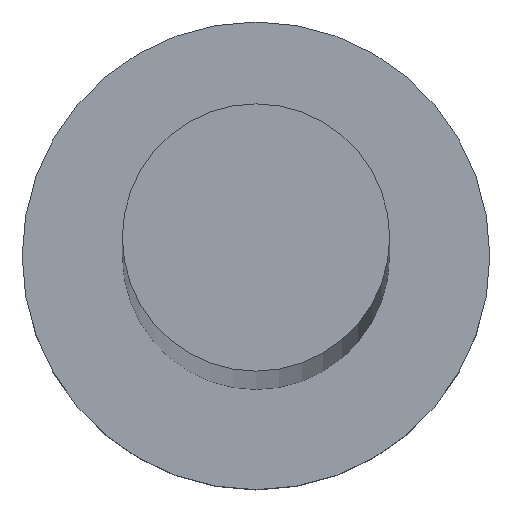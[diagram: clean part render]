
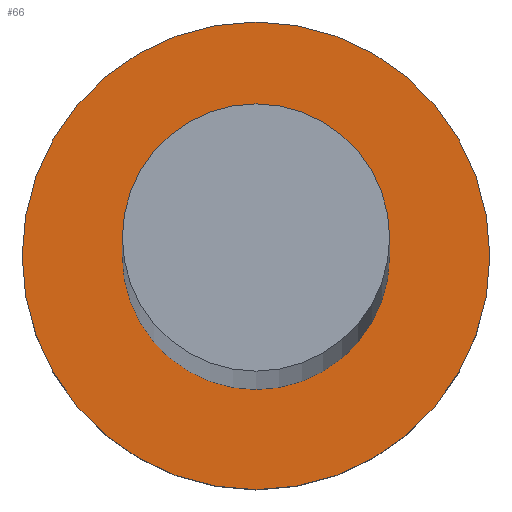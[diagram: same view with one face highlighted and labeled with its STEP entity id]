
A CAD part, top view. The second image highlights one B-rep face of the part: STEP entity #66.
In plain terms, the highlighted planar face has unit normal (0, 0, 1).
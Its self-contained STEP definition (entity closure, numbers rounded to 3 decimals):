
#3 = DIRECTION ( 'NONE',  ( 0., 0., 1. ) ) ;
#5 = VERTEX_POINT ( 'NONE', #34 ) ;
#9 = EDGE_LOOP ( 'NONE', ( #91, #42 ) ) ;
#13 = CARTESIAN_POINT ( 'NONE',  ( 0., 0., 5. ) ) ;
#16 = AXIS2_PLACEMENT_3D ( 'NONE', #231, #50, #156 ) ;
#17 = AXIS2_PLACEMENT_3D ( 'NONE', #13, #252, #150 ) ;
#23 = EDGE_CURVE ( 'NONE', #111, #71, #179, .T. ) ;
#24 = CIRCLE ( 'NONE', #17, 7. ) ;
#34 = CARTESIAN_POINT ( 'NONE',  ( 7., 0., 5. ) ) ;
#42 = ORIENTED_EDGE ( 'NONE', *, *, #72, .F. ) ;
#46 = FACE_BOUND ( 'NONE', #9, .T. ) ;
#48 = PLANE ( 'NONE',  #85 ) ;
#50 = DIRECTION ( 'NONE',  ( 0., 0., 1. ) ) ;
#51 = CARTESIAN_POINT ( 'NONE',  ( 4., 0., 5. ) ) ;
#66 = ADVANCED_FACE ( 'NONE', ( #46, #108 ), #48, .T. ) ;
#70 = CARTESIAN_POINT ( 'NONE',  ( 0., 0., 5. ) ) ;
#71 = VERTEX_POINT ( 'NONE', #51 ) ;
#72 = EDGE_CURVE ( 'NONE', #71, #111, #103, .T. ) ;
#84 = CIRCLE ( 'NONE', #182, 7. ) ;
#85 = AXIS2_PLACEMENT_3D ( 'NONE', #70, #190, #194 ) ;
#91 = ORIENTED_EDGE ( 'NONE', *, *, #23, .F. ) ;
#92 = DIRECTION ( 'NONE',  ( 1., 0., 0. ) ) ;
#103 = CIRCLE ( 'NONE', #128, 4. ) ;
#108 = FACE_OUTER_BOUND ( 'NONE', #225, .T. ) ;
#111 = VERTEX_POINT ( 'NONE', #229 ) ;
#112 = DIRECTION ( 'NONE',  ( 0., 0., 1. ) ) ;
#127 = EDGE_CURVE ( 'NONE', #5, #251, #24, .T. ) ;
#128 = AXIS2_PLACEMENT_3D ( 'NONE', #175, #3, #249 ) ;
#130 = ORIENTED_EDGE ( 'NONE', *, *, #167, .T. ) ;
#135 = ORIENTED_EDGE ( 'NONE', *, *, #127, .T. ) ;
#136 = CARTESIAN_POINT ( 'NONE',  ( 0., 0., 5. ) ) ;
#150 = DIRECTION ( 'NONE',  ( 1., 0., 0. ) ) ;
#156 = DIRECTION ( 'NONE',  ( 1., 0., 0. ) ) ;
#167 = EDGE_CURVE ( 'NONE', #251, #5, #84, .T. ) ;
#175 = CARTESIAN_POINT ( 'NONE',  ( 0., 0., 5. ) ) ;
#179 = CIRCLE ( 'NONE', #16, 4. ) ;
#182 = AXIS2_PLACEMENT_3D ( 'NONE', #136, #112, #92 ) ;
#190 = DIRECTION ( 'NONE',  ( 0., 0., 1. ) ) ;
#194 = DIRECTION ( 'NONE',  ( 1., 0., 0. ) ) ;
#225 = EDGE_LOOP ( 'NONE', ( #130, #135 ) ) ;
#229 = CARTESIAN_POINT ( 'NONE',  ( -4., 0., 5. ) ) ;
#231 = CARTESIAN_POINT ( 'NONE',  ( 0., 0., 5. ) ) ;
#247 = CARTESIAN_POINT ( 'NONE',  ( -7., 0., 5. ) ) ;
#249 = DIRECTION ( 'NONE',  ( 1., 0., 0. ) ) ;
#251 = VERTEX_POINT ( 'NONE', #247 ) ;
#252 = DIRECTION ( 'NONE',  ( 0., 0., 1. ) ) ;
